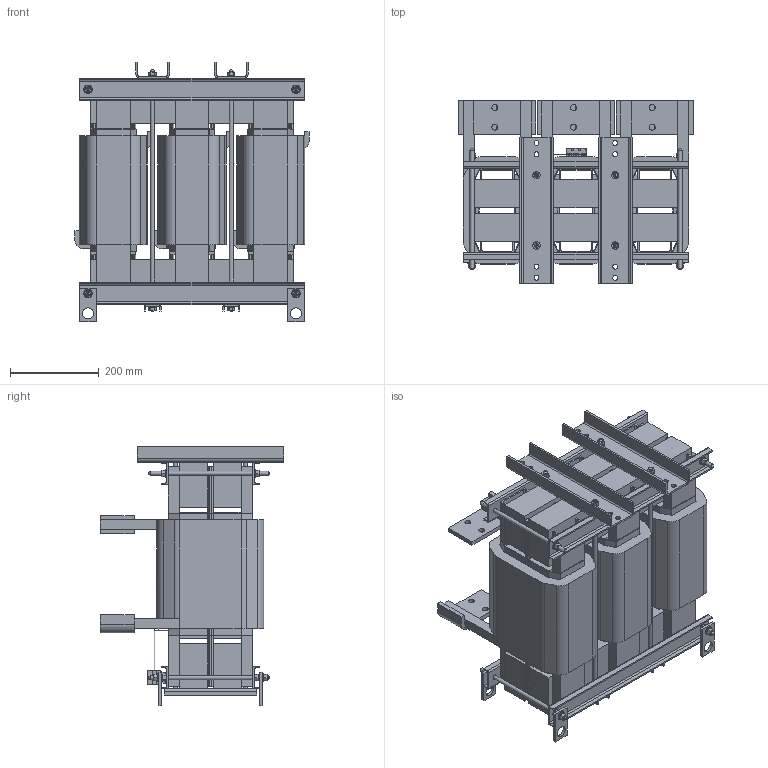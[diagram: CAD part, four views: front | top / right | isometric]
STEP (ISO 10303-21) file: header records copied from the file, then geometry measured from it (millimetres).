
FILE_DESCRIPTION(/* description */ (''),/* implementation_level */ '2;1');
FILE_NAME(/* name */ 'KTRMG750C.stp',/* time_stamp */ '2020-08-03T11:10:38-05:00',/* author */ ('jnelson'),/* organization */ (''),/* preprocessor_version */ 'ST-DEVELOPER v17',/* originating_system */ 'Autodesk Inventor 2019',/* authorisation */ '');
FILE_SCHEMA (('AUTOMOTIVE_DESIGN { 1 0 10303 214 3 1 1 }'));
Length unit declared in the file: inch
Products named in the file (28): KTRMG750C; 24878-term 23571; 24878; 23571; 18551; 31030; 31030_1; 31003 - Bracket; 22208; 4841; 14671; 22215; 4948; 4132; 11626 AND 1509; 1509; 11626; 29457; 30097- LARGE  BLANK  (REACTOR); 28453; 28453_1; 11923insert-hex head; 11923-1; 11923-HEX SCREW; 29477-KTRMG362AMSX1; 31615; 14331 WIRING KTRMG362AMS; 14331 WIRING KTRMG362AMS Short Bend
Assembly tree (72 placements, depth 4):
  KTRMG750C
    24878-term 23571  x3
      24878
      23571
    18551  x4
    31030
      31030_1
      31003 - Bracket
    22208  x3
    4841  x2
    14671  x2
    22215  x4
    11626  x8
    4948  x4
    4132  x4
    11626 AND 1509  x12
      1509
      11626
    29457  x2
    30097- LARGE  BLANK  (REACTOR)
    28453
      28453_1
      11923insert-hex head  x3
        11923-1
        11923-HEX SCREW
    29477-KTRMG362AMSX1
    14331 WIRING KTRMG362AMS Short Bend  x3
    14331 WIRING KTRMG362AMS  x2
    31615
Bounding box: 528.83 x 413.51 x 586.23 mm (x, y, z)
Volume: 38396052.8 mm3; surface area: 4446263.3 mm2
Topology: 89 solids, 89 shells, 4040 faces, 10852 edges, 6946 vertices
Faces by surface type: plane 1878, cylinder 1871, bspline 215, cone 72, sphere 4
Full cylindrical faces by diameter (mm): 1.524 x12, 4.166 x2, 4.496 x3, 4.724 x2, 5.172 x30, 5.436 x2, 6.35 x30, 6.604 x6, 7.01 x6, 7.798 x20, 9.525 x20, 11.112 x4, 11.176 x20, 13.462 x12, 19.05 x12, 25.4 x4
Entity records: 43898 total; most frequent: CARTESIAN_POINT 11860, ORIENTED_EDGE 6744, DIRECTION 5857, EDGE_CURVE 3372, LINE 2291, VECTOR 2291, VERTEX_POINT 2193, AXIS2_PLACEMENT_3D 1783
